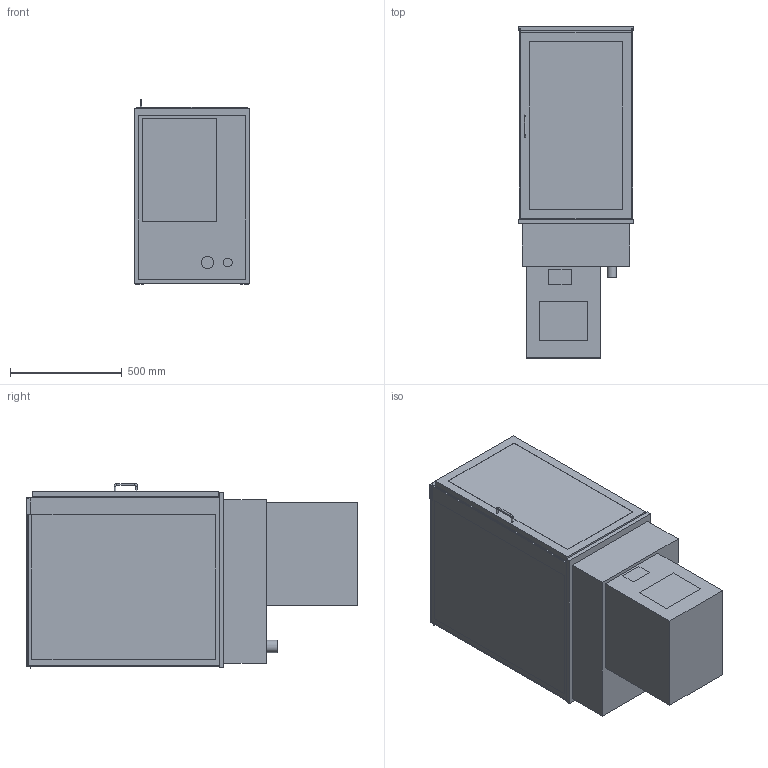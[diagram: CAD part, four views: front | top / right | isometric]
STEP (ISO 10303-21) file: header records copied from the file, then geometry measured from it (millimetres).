
FILE_DESCRIPTION(/* description */ ('vereinfachtes Modell'),/* implementation_level */ '2;1');
FILE_NAME(/* name */ '3D-AKE-00006256.stp',/* time_stamp */ '2025-02-06T11:42:46+01:00',/* author */ ('marina.schachner'),/* organization */ (''),/* preprocessor_version */ 'ST-DEVELOPER v20',/* originating_system */ 'Autodesk Inventor 2024',/* authorisation */ '');
FILE_SCHEMA (('AUTOMOTIVE_DESIGN { 1 0 10303 214 3 1 1 }'));
Length unit declared in the file: millimetre
Products named in the file (1): 3D-AKE-00006252
Bounding box: 518 x 1488 x 829.5 mm (x, y, z)
Volume: 144658105.4 mm3; surface area: 13102748.1 mm2
Topology: 52 solids, 52 shells, 519 faces, 1231 edges, 818 vertices
Faces by surface type: plane 468, cylinder 49, torus 2
Full cylindrical faces by diameter (mm): 8 x3, 40 x1, 55 x1
Entity records: 14759 total; most frequent: CARTESIAN_POINT 2569, ORIENTED_EDGE 2462, DIRECTION 2375, EDGE_CURVE 1231, LINE 1127, VECTOR 1127, VERTEX_POINT 818, AXIS2_PLACEMENT_3D 624
